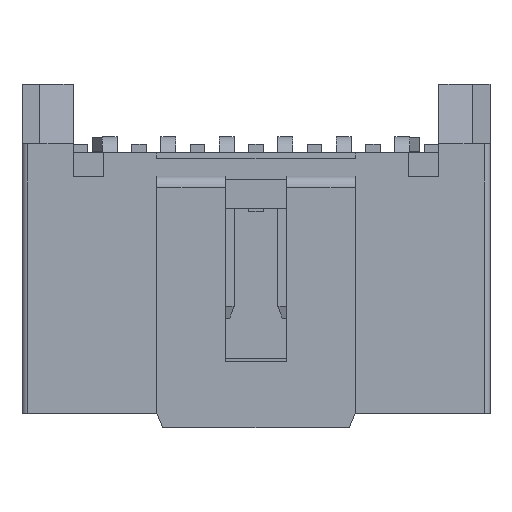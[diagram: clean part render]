
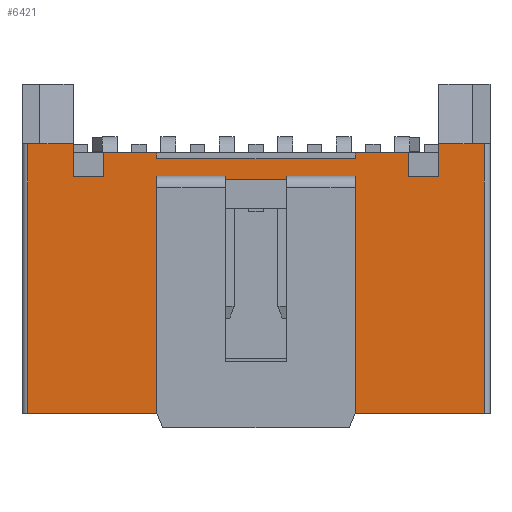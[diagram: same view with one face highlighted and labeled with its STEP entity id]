
A CAD part, top view. The second image highlights one B-rep face of the part: STEP entity #6421.
In plain terms, the highlighted planar face has unit normal (0, 0, 1).
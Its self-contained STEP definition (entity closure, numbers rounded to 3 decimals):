
#231=FACE_OUTER_BOUND('',#589,.T.);
#589=EDGE_LOOP('',(#4374,#4375,#4376,#4377,#4378,#4379,#4380,#4381,#4382,
#4383,#4384,#4385,#4386,#4387,#4388,#4389,#4390,#4391,#4392,#4393,#4394,
#4395,#4396,#4397));
#1083=LINE('',#9083,#1930);
#1091=LINE('',#9110,#1938);
#1113=LINE('',#9154,#1960);
#1116=LINE('',#9162,#1963);
#1117=LINE('',#9164,#1964);
#1118=LINE('',#9166,#1965);
#1119=LINE('',#9168,#1966);
#1120=LINE('',#9170,#1967);
#1121=LINE('',#9172,#1968);
#1122=LINE('',#9173,#1969);
#1123=LINE('',#9175,#1970);
#1124=LINE('',#9177,#1971);
#1125=LINE('',#9179,#1972);
#1126=LINE('',#9181,#1973);
#1127=LINE('',#9183,#1974);
#1128=LINE('',#9185,#1975);
#1129=LINE('',#9187,#1976);
#1130=LINE('',#9189,#1977);
#1131=LINE('',#9191,#1978);
#1132=LINE('',#9193,#1979);
#1133=LINE('',#9195,#1980);
#1134=LINE('',#9197,#1981);
#1135=LINE('',#9199,#1982);
#1136=LINE('',#9200,#1983);
#1930=VECTOR('',#7328,4.41);
#1938=VECTOR('',#7350,4.41);
#1960=VECTOR('',#7382,8.1);
#1963=VECTOR('',#7389,9.2);
#1964=VECTOR('',#7390,2.34);
#1965=VECTOR('',#7391,0.1);
#1966=VECTOR('',#7392,2.1);
#1967=VECTOR('',#7393,0.1);
#1968=VECTOR('',#7394,2.34);
#1969=VECTOR('',#7395,8.1);
#1970=VECTOR('',#7396,9.2);
#1971=VECTOR('',#7397,1.55);
#1972=VECTOR('',#7398,1.1);
#1973=VECTOR('',#7399,1.05);
#1974=VECTOR('',#7400,0.8);
#1975=VECTOR('',#7401,1.81);
#1976=VECTOR('',#7402,0.2);
#1977=VECTOR('',#7403,6.78);
#1978=VECTOR('',#7404,0.2);
#1979=VECTOR('',#7405,1.81);
#1980=VECTOR('',#7406,0.8);
#1981=VECTOR('',#7407,1.05);
#1982=VECTOR('',#7408,1.1);
#1983=VECTOR('',#7409,1.55);
#2775=VERTEX_POINT('',#9080);
#2776=VERTEX_POINT('',#9082);
#2787=VERTEX_POINT('',#9107);
#2788=VERTEX_POINT('',#9109);
#2805=VERTEX_POINT('',#9153);
#2808=VERTEX_POINT('',#9161);
#2809=VERTEX_POINT('',#9163);
#2810=VERTEX_POINT('',#9165);
#2811=VERTEX_POINT('',#9167);
#2812=VERTEX_POINT('',#9169);
#2813=VERTEX_POINT('',#9171);
#2814=VERTEX_POINT('',#9174);
#2815=VERTEX_POINT('',#9176);
#2816=VERTEX_POINT('',#9178);
#2817=VERTEX_POINT('',#9180);
#2818=VERTEX_POINT('',#9182);
#2819=VERTEX_POINT('',#9184);
#2820=VERTEX_POINT('',#9186);
#2821=VERTEX_POINT('',#9188);
#2822=VERTEX_POINT('',#9190);
#2823=VERTEX_POINT('',#9192);
#2824=VERTEX_POINT('',#9194);
#2825=VERTEX_POINT('',#9196);
#2826=VERTEX_POINT('',#9198);
#3377=EDGE_CURVE('',#2776,#2775,#1083,.T.);
#3391=EDGE_CURVE('',#2788,#2787,#1091,.T.);
#3413=EDGE_CURVE('',#2775,#2805,#1113,.T.);
#3417=EDGE_CURVE('',#2776,#2808,#1116,.T.);
#3418=EDGE_CURVE('',#2805,#2809,#1117,.T.);
#3419=EDGE_CURVE('',#2809,#2810,#1118,.T.);
#3420=EDGE_CURVE('',#2811,#2810,#1119,.T.);
#3421=EDGE_CURVE('',#2812,#2811,#1120,.T.);
#3422=EDGE_CURVE('',#2812,#2813,#1121,.T.);
#3423=EDGE_CURVE('',#2788,#2813,#1122,.T.);
#3424=EDGE_CURVE('',#2814,#2787,#1123,.T.);
#3425=EDGE_CURVE('',#2815,#2814,#1124,.T.);
#3426=EDGE_CURVE('',#2815,#2816,#1125,.T.);
#3427=EDGE_CURVE('',#2816,#2817,#1126,.T.);
#3428=EDGE_CURVE('',#2818,#2817,#1127,.T.);
#3429=EDGE_CURVE('',#2819,#2818,#1128,.T.);
#3430=EDGE_CURVE('',#2820,#2819,#1129,.T.);
#3431=EDGE_CURVE('',#2821,#2820,#1130,.T.);
#3432=EDGE_CURVE('',#2821,#2822,#1131,.T.);
#3433=EDGE_CURVE('',#2823,#2822,#1132,.T.);
#3434=EDGE_CURVE('',#2823,#2824,#1133,.T.);
#3435=EDGE_CURVE('',#2824,#2825,#1134,.T.);
#3436=EDGE_CURVE('',#2826,#2825,#1135,.T.);
#3437=EDGE_CURVE('',#2808,#2826,#1136,.T.);
#4374=ORIENTED_EDGE('',*,*,#3417,.F.);
#4375=ORIENTED_EDGE('',*,*,#3377,.T.);
#4376=ORIENTED_EDGE('',*,*,#3413,.T.);
#4377=ORIENTED_EDGE('',*,*,#3418,.T.);
#4378=ORIENTED_EDGE('',*,*,#3419,.T.);
#4379=ORIENTED_EDGE('',*,*,#3420,.F.);
#4380=ORIENTED_EDGE('',*,*,#3421,.F.);
#4381=ORIENTED_EDGE('',*,*,#3422,.T.);
#4382=ORIENTED_EDGE('',*,*,#3423,.F.);
#4383=ORIENTED_EDGE('',*,*,#3391,.T.);
#4384=ORIENTED_EDGE('',*,*,#3424,.F.);
#4385=ORIENTED_EDGE('',*,*,#3425,.F.);
#4386=ORIENTED_EDGE('',*,*,#3426,.T.);
#4387=ORIENTED_EDGE('',*,*,#3427,.T.);
#4388=ORIENTED_EDGE('',*,*,#3428,.F.);
#4389=ORIENTED_EDGE('',*,*,#3429,.F.);
#4390=ORIENTED_EDGE('',*,*,#3430,.F.);
#4391=ORIENTED_EDGE('',*,*,#3431,.F.);
#4392=ORIENTED_EDGE('',*,*,#3432,.T.);
#4393=ORIENTED_EDGE('',*,*,#3433,.F.);
#4394=ORIENTED_EDGE('',*,*,#3434,.T.);
#4395=ORIENTED_EDGE('',*,*,#3435,.T.);
#4396=ORIENTED_EDGE('',*,*,#3436,.F.);
#4397=ORIENTED_EDGE('',*,*,#3437,.F.);
#6103=PLANE('',#6812);
#6421=ADVANCED_FACE('',(#231),#6103,.T.);
#6812=AXIS2_PLACEMENT_3D('',#9160,#7387,#7388);
#7328=DIRECTION('',(1.,0.,0.));
#7350=DIRECTION('',(1.,0.,0.));
#7382=DIRECTION('',(0.,1.,0.));
#7387=DIRECTION('center_axis',(0.,0.,1.));
#7388=DIRECTION('ref_axis',(0.,-1.,0.));
#7389=DIRECTION('',(0.,1.,0.));
#7390=DIRECTION('',(1.,0.,0.));
#7391=DIRECTION('',(0.,-1.,0.));
#7392=DIRECTION('',(-1.,0.,0.));
#7393=DIRECTION('',(0.,-1.,0.));
#7394=DIRECTION('',(1.,0.,0.));
#7395=DIRECTION('',(0.,1.,0.));
#7396=DIRECTION('',(0.,-1.,0.));
#7397=DIRECTION('',(1.,0.,0.));
#7398=DIRECTION('',(0.,-1.,0.));
#7399=DIRECTION('',(-1.,0.,0.));
#7400=DIRECTION('',(0.,-1.,0.));
#7401=DIRECTION('',(1.,0.,0.));
#7402=DIRECTION('',(0.,1.,0.));
#7403=DIRECTION('',(1.,0.,0.));
#7404=DIRECTION('',(0.,1.,0.));
#7405=DIRECTION('',(1.,0.,0.));
#7406=DIRECTION('',(0.,-1.,0.));
#7407=DIRECTION('',(-1.,0.,0.));
#7408=DIRECTION('',(0.,-1.,0.));
#7409=DIRECTION('',(1.,0.,0.));
#9080=CARTESIAN_POINT('',(-3.39,-9.2,5.8));
#9082=CARTESIAN_POINT('',(-7.8,-9.2,5.8));
#9083=CARTESIAN_POINT('',(-7.8,-9.2,5.8));
#9107=CARTESIAN_POINT('',(7.8,-9.2,5.8));
#9109=CARTESIAN_POINT('',(3.39,-9.2,5.8));
#9110=CARTESIAN_POINT('',(3.39,-9.2,5.8));
#9153=CARTESIAN_POINT('',(-3.39,-1.1,5.8));
#9154=CARTESIAN_POINT('',(-3.39,-9.2,5.8));
#9160=CARTESIAN_POINT('Origin',(-8.,0.,5.8));
#9161=CARTESIAN_POINT('',(-7.8,0.,5.8));
#9162=CARTESIAN_POINT('',(-7.8,-9.2,5.8));
#9163=CARTESIAN_POINT('',(-1.05,-1.1,5.8));
#9164=CARTESIAN_POINT('',(-3.39,-1.1,5.8));
#9165=CARTESIAN_POINT('',(-1.05,-1.2,5.8));
#9166=CARTESIAN_POINT('',(-1.05,-1.1,5.8));
#9167=CARTESIAN_POINT('',(1.05,-1.2,5.8));
#9168=CARTESIAN_POINT('',(1.05,-1.2,5.8));
#9169=CARTESIAN_POINT('',(1.05,-1.1,5.8));
#9170=CARTESIAN_POINT('',(1.05,-1.1,5.8));
#9171=CARTESIAN_POINT('',(3.39,-1.1,5.8));
#9172=CARTESIAN_POINT('',(1.05,-1.1,5.8));
#9173=CARTESIAN_POINT('',(3.39,-9.2,5.8));
#9174=CARTESIAN_POINT('',(7.8,0.,5.8));
#9175=CARTESIAN_POINT('',(7.8,0.,5.8));
#9176=CARTESIAN_POINT('',(6.25,0.,5.8));
#9177=CARTESIAN_POINT('',(6.25,0.,5.8));
#9178=CARTESIAN_POINT('',(6.25,-1.1,5.8));
#9179=CARTESIAN_POINT('',(6.25,0.,5.8));
#9180=CARTESIAN_POINT('',(5.2,-1.1,5.8));
#9181=CARTESIAN_POINT('',(6.25,-1.1,5.8));
#9182=CARTESIAN_POINT('',(5.2,-0.3,5.8));
#9183=CARTESIAN_POINT('',(5.2,-0.3,5.8));
#9184=CARTESIAN_POINT('',(3.39,-0.3,5.8));
#9185=CARTESIAN_POINT('',(3.39,-0.3,5.8));
#9186=CARTESIAN_POINT('',(3.39,-0.5,5.8));
#9187=CARTESIAN_POINT('',(3.39,-0.5,5.8));
#9188=CARTESIAN_POINT('',(-3.39,-0.5,5.8));
#9189=CARTESIAN_POINT('',(-3.39,-0.5,5.8));
#9190=CARTESIAN_POINT('',(-3.39,-0.3,5.8));
#9191=CARTESIAN_POINT('',(-3.39,-0.5,5.8));
#9192=CARTESIAN_POINT('',(-5.2,-0.3,5.8));
#9193=CARTESIAN_POINT('',(-5.2,-0.3,5.8));
#9194=CARTESIAN_POINT('',(-5.2,-1.1,5.8));
#9195=CARTESIAN_POINT('',(-5.2,-0.3,5.8));
#9196=CARTESIAN_POINT('',(-6.25,-1.1,5.8));
#9197=CARTESIAN_POINT('',(-5.2,-1.1,5.8));
#9198=CARTESIAN_POINT('',(-6.25,0.,5.8));
#9199=CARTESIAN_POINT('',(-6.25,0.,5.8));
#9200=CARTESIAN_POINT('',(-7.8,0.,5.8));
